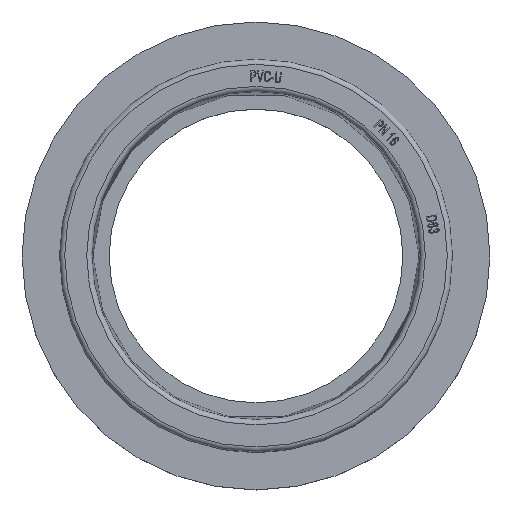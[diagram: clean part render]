
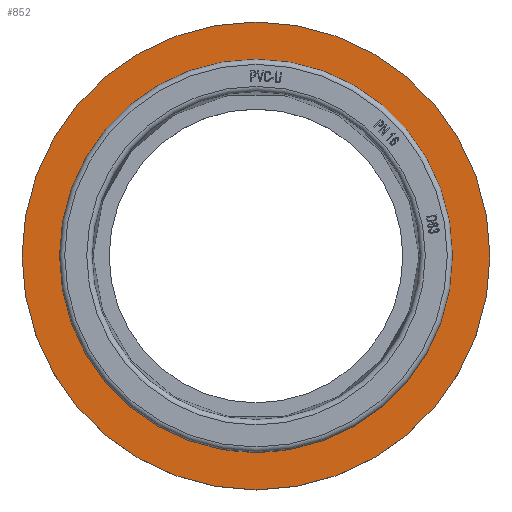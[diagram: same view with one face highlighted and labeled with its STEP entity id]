
A CAD part, top view. The second image highlights one B-rep face of the part: STEP entity #852.
In plain terms, the highlighted planar face has unit normal (0, 0, 1).
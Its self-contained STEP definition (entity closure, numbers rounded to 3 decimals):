
#852=ADVANCED_FACE('',(#1244,#1245),#1066,.F.);
#1066=PLANE('',#4013);
#1181=CIRCLE('',#4010,38.);
#1182=CIRCLE('',#4012,45.25);
#1244=FACE_BOUND('',#1322,.T.);
#1245=FACE_BOUND('',#1323,.T.);
#1322=EDGE_LOOP('',(#1720));
#1323=EDGE_LOOP('',(#1721));
#1720=ORIENTED_EDGE('',*,*,#3177,.F.);
#1721=ORIENTED_EDGE('',*,*,#3178,.F.);
#2803=VERTEX_POINT('',#5773);
#2804=VERTEX_POINT('',#5776);
#3177=EDGE_CURVE('',#2803,#2803,#1181,.T.);
#3178=EDGE_CURVE('',#2804,#2804,#1182,.T.);
#4010=AXIS2_PLACEMENT_3D('',#5772,#4237,#4238);
#4012=AXIS2_PLACEMENT_3D('',#5775,#4241,#4242);
#4013=AXIS2_PLACEMENT_3D('',#5777,#4243,#4244);
#4237=DIRECTION('',(0.,0.,1.));
#4238=DIRECTION('',(-1.,0.,0.));
#4241=DIRECTION('',(0.,0.,-1.));
#4242=DIRECTION('',(-1.,0.,0.));
#4243=DIRECTION('',(0.,0.,-1.));
#4244=DIRECTION('',(-1.,0.,0.));
#5772=CARTESIAN_POINT('',(191.,0.,0.));
#5773=CARTESIAN_POINT('',(153.,0.,0.));
#5775=CARTESIAN_POINT('',(191.,0.,0.));
#5776=CARTESIAN_POINT('',(145.75,0.,0.));
#5777=CARTESIAN_POINT('',(191.,0.,0.));
